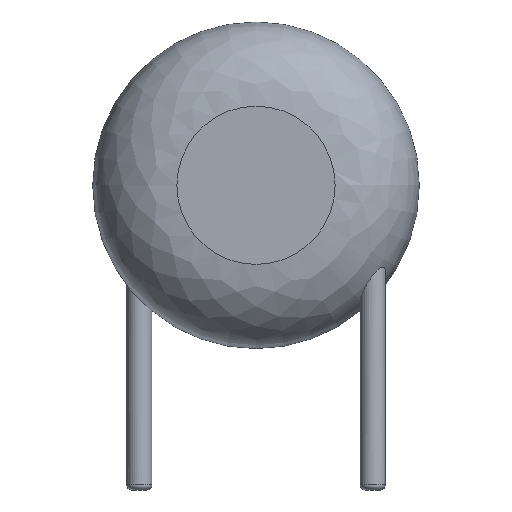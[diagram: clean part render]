
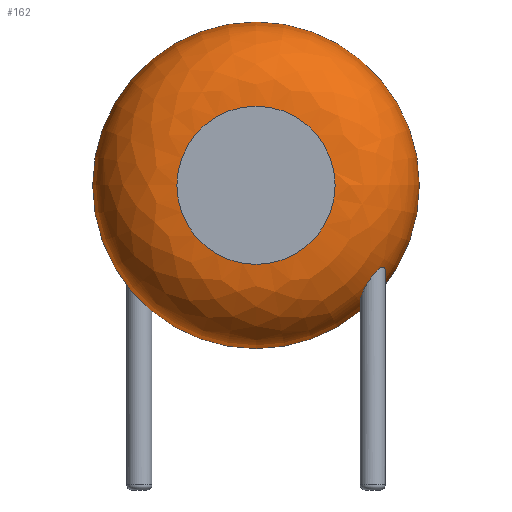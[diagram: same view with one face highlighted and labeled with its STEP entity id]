
A CAD part, front view. The second image highlights one B-rep face of the part: STEP entity #162.
In plain terms, the highlighted face is a revolution surface.
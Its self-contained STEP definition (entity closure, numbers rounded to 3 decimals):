
#24 = VERTEX_POINT('',#25);
#25 = CARTESIAN_POINT('',(6.,-0.87,3.53));
#31 = EDGE_CURVE('',#24,#24,#32,.T.);
#32 = CIRCLE('',#33,3.5);
#33 = AXIS2_PLACEMENT_3D('',#34,#35,#36);
#34 = CARTESIAN_POINT('',(2.5,-0.87,3.53));
#35 = DIRECTION('',(0.,-1.,0.));
#36 = DIRECTION('',(1.,0.,0.));
#162 = ADVANCED_FACE('',(#163,#183),#263,.T.);
#163 = FACE_BOUND('',#164,.T.);
#164 = EDGE_LOOP('',(#165,#166,#175,#182));
#165 = ORIENTED_EDGE('',*,*,#31,.T.);
#166 = ORIENTED_EDGE('',*,*,#167,.T.);
#167 = EDGE_CURVE('',#24,#168,#170,.T.);
#168 = VERTEX_POINT('',#169);
#169 = CARTESIAN_POINT('',(4.195,-2.675,3.53));
#170 = CIRCLE('',#171,1.805);
#171 = AXIS2_PLACEMENT_3D('',#172,#173,#174);
#172 = CARTESIAN_POINT('',(4.195,-0.87,3.53));
#173 = DIRECTION('',(0.,0.,-1.));
#174 = DIRECTION('',(1.,0.,0.));
#175 = ORIENTED_EDGE('',*,*,#176,.F.);
#176 = EDGE_CURVE('',#168,#168,#177,.T.);
#177 = CIRCLE('',#178,1.695);
#178 = AXIS2_PLACEMENT_3D('',#179,#180,#181);
#179 = CARTESIAN_POINT('',(2.5,-2.675,3.53));
#180 = DIRECTION('',(0.,-1.,0.));
#181 = DIRECTION('',(1.,0.,0.));
#182 = ORIENTED_EDGE('',*,*,#167,.F.);
#183 = FACE_BOUND('',#184,.T.);
#184 = EDGE_LOOP('',(#185,#204));
#185 = ORIENTED_EDGE('',*,*,#186,.T.);
#186 = EDGE_CURVE('',#187,#189,#191,.T.);
#187 = VERTEX_POINT('',#188);
#188 = CARTESIAN_POINT('',(5.27,-1.65,1.695));
#189 = VERTEX_POINT('',#190);
#190 = CARTESIAN_POINT('',(5.017,-1.381,1.205)
);
#191 = B_SPLINE_CURVE_WITH_KNOTS('',6,(#192,#193,#194,#195,#196,#197,
#198,#199,#200,#201,#202,#203),.UNSPECIFIED.,.F.,.F.,(7,5,7),(
0.,0.549,1.),.UNSPECIFIED.);
#192 = CARTESIAN_POINT('',(5.27,-1.65,1.695));
#193 = CARTESIAN_POINT('',(5.27,-1.611,1.661));
#194 = CARTESIAN_POINT('',(5.263,-1.573,1.621
));
#195 = CARTESIAN_POINT('',(5.251,-1.538,1.577
));
#196 = CARTESIAN_POINT('',(5.233,-1.505,1.531)
);
#197 = CARTESIAN_POINT('',(5.21,-1.476,1.483
));
#198 = CARTESIAN_POINT('',(5.161,-1.431,1.396)
);
#199 = CARTESIAN_POINT('',(5.136,-1.414,1.356
));
#200 = CARTESIAN_POINT('',(5.109,-1.4,1.317
));
#201 = CARTESIAN_POINT('',(5.08,-1.389,1.278)
);
#202 = CARTESIAN_POINT('',(5.049,-1.383,1.24)
);
#203 = CARTESIAN_POINT('',(5.017,-1.381,1.205)
);
#204 = ORIENTED_EDGE('',*,*,#205,.T.);
#205 = EDGE_CURVE('',#189,#187,#206,.T.);
#206 = B_SPLINE_CURVE_WITH_KNOTS('',7,(#207,#208,#209,#210,#211,#212,
#213,#214,#215,#216,#217,#218,#219,#220,#221,#222,#223,#224,#225,
#226,#227,#228,#229,#230,#231,#232,#233,#234,#235,#236,#237,#238,
#239,#240,#241,#242,#243,#244,#245,#246,#247,#248,#249,#250,#251,
#252,#253,#254,#255,#256,#257,#258,#259,#260,#261,#262),
.UNSPECIFIED.,.F.,.F.,(8,6,6,6,6,6,6,6,6,8),(0.,0.147,
0.234,0.342,0.399,0.571,
0.734,0.858,0.945,1.),.UNSPECIFIED.);
#207 = CARTESIAN_POINT('',(5.017,-1.381,1.205)
);
#208 = CARTESIAN_POINT('',(4.99,-1.379,1.176
));
#209 = CARTESIAN_POINT('',(4.963,-1.38,1.148
));
#210 = CARTESIAN_POINT('',(4.936,-1.385,1.122
));
#211 = CARTESIAN_POINT('',(4.909,-1.393,1.098)
);
#212 = CARTESIAN_POINT('',(4.882,-1.404,1.077
));
#213 = CARTESIAN_POINT('',(4.857,-1.419,1.059
));
#214 = CARTESIAN_POINT('',(4.821,-1.448,1.038
));
#215 = CARTESIAN_POINT('',(4.808,-1.459,1.031)
);
#216 = CARTESIAN_POINT('',(4.796,-1.472,1.026
));
#217 = CARTESIAN_POINT('',(4.784,-1.486,1.023
));
#218 = CARTESIAN_POINT('',(4.774,-1.5,1.021
));
#219 = CARTESIAN_POINT('',(4.766,-1.515,1.02
));
#220 = CARTESIAN_POINT('',(4.748,-1.55,1.023)
);
#221 = CARTESIAN_POINT('',(4.741,-1.57,1.027
));
#222 = CARTESIAN_POINT('',(4.735,-1.59,1.034
));
#223 = CARTESIAN_POINT('',(4.731,-1.611,1.043
));
#224 = CARTESIAN_POINT('',(4.729,-1.631,1.054
));
#225 = CARTESIAN_POINT('',(4.729,-1.651,1.067
));
#226 = CARTESIAN_POINT('',(4.732,-1.682,1.089)
);
#227 = CARTESIAN_POINT('',(4.733,-1.692,1.097
));
#228 = CARTESIAN_POINT('',(4.735,-1.702,1.106)
);
#229 = CARTESIAN_POINT('',(4.737,-1.712,1.115)
);
#230 = CARTESIAN_POINT('',(4.74,-1.722,1.125
));
#231 = CARTESIAN_POINT('',(4.743,-1.732,1.135
));
#232 = CARTESIAN_POINT('',(4.756,-1.77,1.177
));
#233 = CARTESIAN_POINT('',(4.77,-1.797,1.211
));
#234 = CARTESIAN_POINT('',(4.787,-1.821,1.249
));
#235 = CARTESIAN_POINT('',(4.806,-1.842,1.288
));
#236 = CARTESIAN_POINT('',(4.828,-1.861,1.328)
);
#237 = CARTESIAN_POINT('',(4.852,-1.877,1.37)
);
#238 = CARTESIAN_POINT('',(4.901,-1.903,1.451
));
#239 = CARTESIAN_POINT('',(4.926,-1.912,1.49)
);
#240 = CARTESIAN_POINT('',(4.952,-1.919,1.529)
);
#241 = CARTESIAN_POINT('',(4.98,-1.922,1.568
));
#242 = CARTESIAN_POINT('',(5.008,-1.922,1.605)
);
#243 = CARTESIAN_POINT('',(5.037,-1.919,1.639));
#244 = CARTESIAN_POINT('',(5.087,-1.906,1.693
));
#245 = CARTESIAN_POINT('',(5.109,-1.899,1.715)
);
#246 = CARTESIAN_POINT('',(5.13,-1.889,1.733)
);
#247 = CARTESIAN_POINT('',(5.151,-1.876,1.749
));
#248 = CARTESIAN_POINT('',(5.171,-1.862,1.761
));
#249 = CARTESIAN_POINT('',(5.189,-1.844,1.768
));
#250 = CARTESIAN_POINT('',(5.216,-1.813,1.774)
);
#251 = CARTESIAN_POINT('',(5.227,-1.799,1.774
));
#252 = CARTESIAN_POINT('',(5.236,-1.784,1.772
));
#253 = CARTESIAN_POINT('',(5.244,-1.769,1.768
));
#254 = CARTESIAN_POINT('',(5.251,-1.753,1.762)
);
#255 = CARTESIAN_POINT('',(5.256,-1.737,1.755
));
#256 = CARTESIAN_POINT('',(5.263,-1.711,1.74)
);
#257 = CARTESIAN_POINT('',(5.266,-1.701,1.734
));
#258 = CARTESIAN_POINT('',(5.267,-1.691,1.727
));
#259 = CARTESIAN_POINT('',(5.269,-1.68,1.72
));
#260 = CARTESIAN_POINT('',(5.27,-1.67,1.712
));
#261 = CARTESIAN_POINT('',(5.27,-1.66,1.703));
#262 = CARTESIAN_POINT('',(5.27,-1.65,1.695));
#263 = SURFACE_OF_REVOLUTION('',#264,#277);
#264 = B_SPLINE_CURVE_WITH_KNOTS('',6,(#265,#266,#267,#268,#269,#270,
#271,#272,#273,#274,#275,#276),.UNSPECIFIED.,.F.,.F.,(7,5,7),(
0.,0.785,1.571),.UNSPECIFIED.);
#265 = CARTESIAN_POINT('',(6.,-0.87,3.53));
#266 = CARTESIAN_POINT('',(6.,-1.106,3.53));
#267 = CARTESIAN_POINT('',(5.963,-1.343,3.53));
#268 = CARTESIAN_POINT('',(5.889,-1.572,3.53));
#269 = CARTESIAN_POINT('',(5.779,-1.786,3.53));
#270 = CARTESIAN_POINT('',(5.638,-1.979,3.53));
#271 = CARTESIAN_POINT('',(5.304,-2.313,3.53));
#272 = CARTESIAN_POINT('',(5.111,-2.454,3.53));
#273 = CARTESIAN_POINT('',(4.897,-2.564,3.53));
#274 = CARTESIAN_POINT('',(4.668,-2.638,3.53));
#275 = CARTESIAN_POINT('',(4.431,-2.675,3.53));
#276 = CARTESIAN_POINT('',(4.195,-2.675,3.53));
#277 = AXIS1_PLACEMENT('',#278,#279);
#278 = CARTESIAN_POINT('',(2.5,-0.87,3.53));
#279 = DIRECTION('',(0.,-1.,0.));
